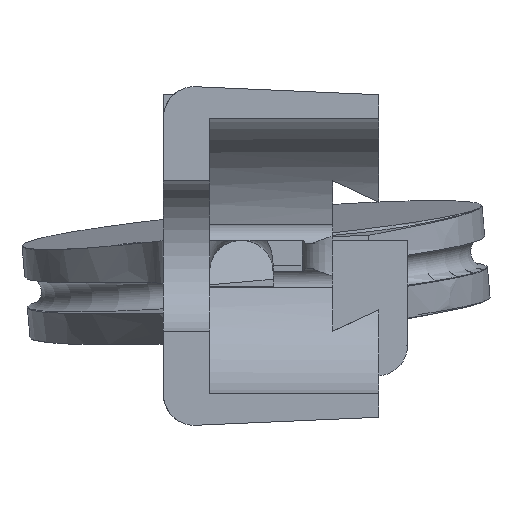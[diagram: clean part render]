
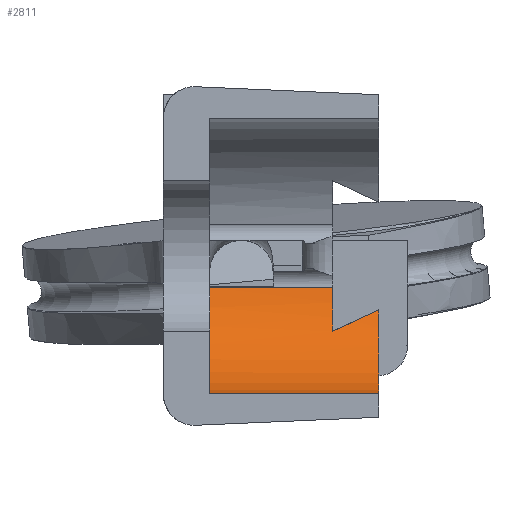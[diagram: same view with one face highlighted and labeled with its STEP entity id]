
A CAD part, left-side view. The second image highlights one B-rep face of the part: STEP entity #2811.
In plain terms, the highlighted cylindrical face has radius 9 mm (diameter 18 mm), a partial arc.
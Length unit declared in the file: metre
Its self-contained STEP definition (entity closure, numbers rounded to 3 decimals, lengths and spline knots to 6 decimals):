
#37=ELLIPSE('',#3020,0.021296,0.009);
#206=LINE('',#5338,#407);
#209=LINE('',#5350,#410);
#407=VECTOR('',#3488,1.);
#410=VECTOR('',#3503,1.);
#1061=ORIENTED_EDGE('',*,*,#1815,.F.);
#1062=ORIENTED_EDGE('',*,*,#1820,.T.);
#1063=ORIENTED_EDGE('',*,*,#1821,.T.);
#1064=ORIENTED_EDGE('',*,*,#1690,.T.);
#1065=ORIENTED_EDGE('',*,*,#1822,.F.);
#1066=ORIENTED_EDGE('',*,*,#1823,.F.);
#1690=EDGE_CURVE('',#2100,#2099,#2269,.F.);
#1815=EDGE_CURVE('',#2181,#2182,#206,.T.);
#1820=EDGE_CURVE('',#2181,#2184,#2300,.F.);
#1821=EDGE_CURVE('',#2184,#2100,#37,.F.);
#1822=EDGE_CURVE('',#2185,#2099,#209,.F.);
#1823=EDGE_CURVE('',#2182,#2185,#2301,.T.);
#2099=VERTEX_POINT('',#4633);
#2100=VERTEX_POINT('',#4635);
#2181=VERTEX_POINT('',#5337);
#2182=VERTEX_POINT('',#5339);
#2184=VERTEX_POINT('',#5348);
#2185=VERTEX_POINT('',#5351);
#2269=CIRCLE('',#2953,0.009);
#2300=CIRCLE('',#3019,0.009);
#2301=CIRCLE('',#3021,0.009);
#2416=EDGE_LOOP('',(#1061,#1062,#1063,#1064,#1065,#1066));
#2599=FACE_BOUND('',#2416,.T.);
#2721=CYLINDRICAL_SURFACE('',#3018,0.009);
#2811=ADVANCED_FACE('',(#2599),#2721,.F.);
#2953=AXIS2_PLACEMENT_3D('',#4634,#3299,#3300);
#3018=AXIS2_PLACEMENT_3D('',#5346,#3497,#3498);
#3019=AXIS2_PLACEMENT_3D('',#5347,#3499,#3500);
#3020=AXIS2_PLACEMENT_3D('',#5349,#3501,#3502);
#3021=AXIS2_PLACEMENT_3D('',#5352,#3504,#3505);
#3299=DIRECTION('',(0.,1.,0.));
#3300=DIRECTION('',(0.,0.,1.));
#3488=DIRECTION('',(0.,1.,0.));
#3497=DIRECTION('',(0.,1.,0.));
#3498=DIRECTION('',(-1.,0.,0.));
#3499=DIRECTION('',(0.,1.,0.));
#3500=DIRECTION('',(0.,0.,1.));
#3501=DIRECTION('',(0.,-0.423,-0.906));
#3502=DIRECTION('',(0.,0.906,-0.423));
#3503=DIRECTION('',(0.,1.,0.));
#3504=DIRECTION('',(0.,-1.,0.));
#3505=DIRECTION('',(-1.,0.,0.));
#4633=CARTESIAN_POINT('',(0.00877,-0.0015,-0.002024));
#4634=CARTESIAN_POINT('',(0.,-0.0015,0.));
#4635=CARTESIAN_POINT('',(0.00755,-0.0015,-0.004899));
#5337=CARTESIAN_POINT('',(0.001,-0.0045,-0.008944));
#5338=CARTESIAN_POINT('',(0.001,-0.011,-0.008944));
#5339=CARTESIAN_POINT('',(0.001,0.0065,-0.008944));
#5346=CARTESIAN_POINT('',(0.,-0.031956,0.));
#5347=CARTESIAN_POINT('',(0.,-0.0045,0.));
#5348=CARTESIAN_POINT('',(0.008292,-0.0045,-0.0035));
#5349=CARTESIAN_POINT('',(0.,-0.012006,0.));
#5350=CARTESIAN_POINT('',(0.00877,-0.001,-0.002024));
#5351=CARTESIAN_POINT('',(0.00877,0.0065,-0.002024));
#5352=CARTESIAN_POINT('',(0.,0.0065,0.));
